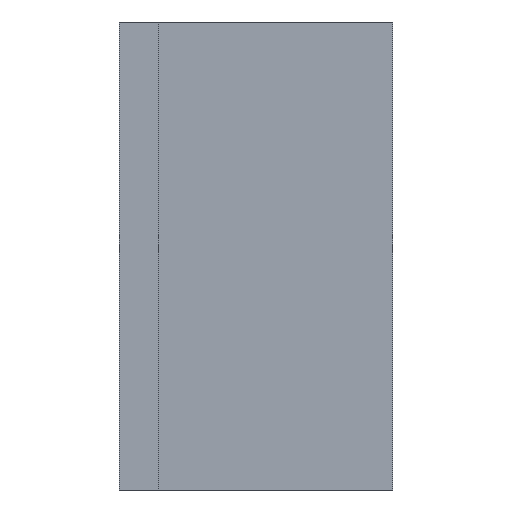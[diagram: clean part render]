
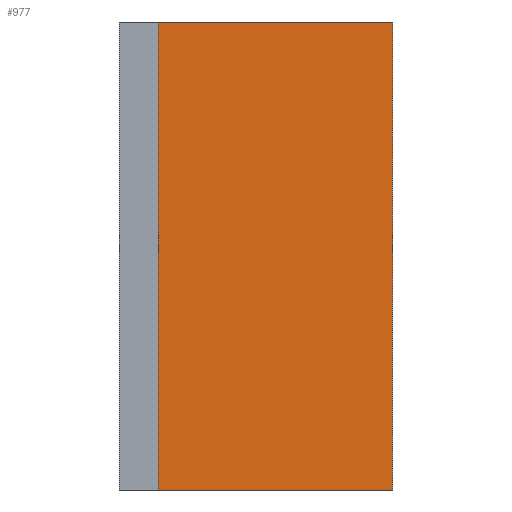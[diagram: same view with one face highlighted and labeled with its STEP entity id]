
A CAD part, left-side view. The second image highlights one B-rep face of the part: STEP entity #977.
In plain terms, the highlighted planar face has unit normal (-1, 0, 0).
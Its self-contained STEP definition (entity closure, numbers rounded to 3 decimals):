
#126 = VERTEX_POINT('',#127);
#127 = CARTESIAN_POINT('',(-35.,-5.,0.));
#255 = VERTEX_POINT('',#256);
#256 = CARTESIAN_POINT('',(-35.,-5.,60.));
#382 = EDGE_CURVE('',#126,#255,#383,.T.);
#383 = LINE('',#384,#385);
#384 = CARTESIAN_POINT('',(-35.,-5.,0.));
#385 = VECTOR('',#386,1.);
#386 = DIRECTION('',(0.,0.,1.));
#416 = EDGE_CURVE('',#417,#126,#419,.T.);
#417 = VERTEX_POINT('',#418);
#418 = CARTESIAN_POINT('',(-35.,-35.,0.));
#419 = LINE('',#420,#421);
#420 = CARTESIAN_POINT('',(-35.,-35.,0.));
#421 = VECTOR('',#422,1.);
#422 = DIRECTION('',(0.,1.,0.));
#765 = EDGE_CURVE('',#766,#255,#768,.T.);
#766 = VERTEX_POINT('',#767);
#767 = CARTESIAN_POINT('',(-35.,-35.,60.));
#768 = LINE('',#769,#770);
#769 = CARTESIAN_POINT('',(-35.,-35.,60.));
#770 = VECTOR('',#771,1.);
#771 = DIRECTION('',(0.,1.,0.));
#977 = ADVANCED_FACE('',(#978),#989,.T.);
#978 = FACE_BOUND('',#979,.T.);
#979 = EDGE_LOOP('',(#980,#986,#987,#988));
#980 = ORIENTED_EDGE('',*,*,#981,.T.);
#981 = EDGE_CURVE('',#417,#766,#982,.T.);
#982 = LINE('',#983,#984);
#983 = CARTESIAN_POINT('',(-35.,-35.,0.));
#984 = VECTOR('',#985,1.);
#985 = DIRECTION('',(0.,0.,1.));
#986 = ORIENTED_EDGE('',*,*,#765,.T.);
#987 = ORIENTED_EDGE('',*,*,#382,.F.);
#988 = ORIENTED_EDGE('',*,*,#416,.F.);
#989 = PLANE('',#990);
#990 = AXIS2_PLACEMENT_3D('',#991,#992,#993);
#991 = CARTESIAN_POINT('',(-35.,-35.,0.));
#992 = DIRECTION('',(-1.,0.,0.));
#993 = DIRECTION('',(0.,1.,0.));
